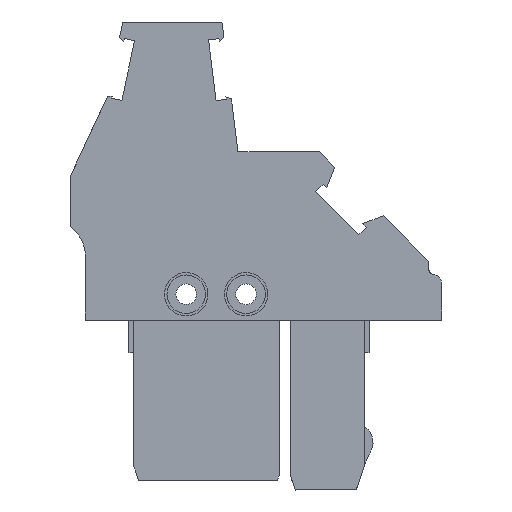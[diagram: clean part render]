
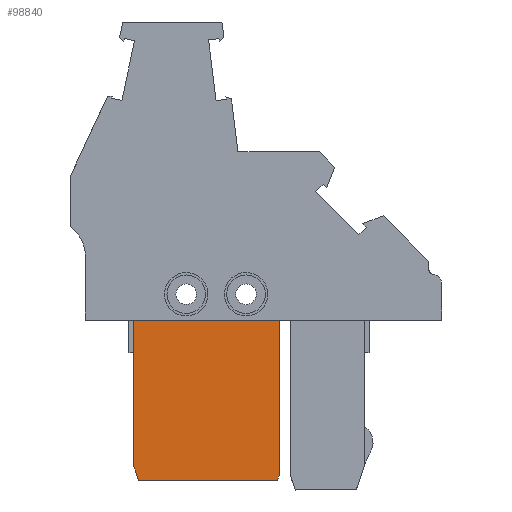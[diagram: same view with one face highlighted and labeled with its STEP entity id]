
A CAD part, left-side view. The second image highlights one B-rep face of the part: STEP entity #98840.
In plain terms, the highlighted face is planar.
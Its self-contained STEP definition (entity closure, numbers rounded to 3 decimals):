
#57330=CARTESIAN_POINT('',(-54.73,30.227,
0.));
#57340=VERTEX_POINT('',#57330);
#57370=CARTESIAN_POINT('',(0.,39.877,
0.));
#57380=DIRECTION('',(0.985,0.174,
0.));
#57390=VECTOR('',#57380,1.);
#57400=LINE('',#57370,#57390);
#57410=CARTESIAN_POINT('',(-69.601,27.605,
0.));
#57420=VERTEX_POINT('',#57410);
#57430=EDGE_CURVE('',#57420,#57340,#57400,.T.);
#59780=CARTESIAN_POINT('',(-66.95,27.481,
0.));
#59790=DIRECTION('',(0.,0.,-1.));
#59800=DIRECTION('',(-0.985,-0.174,
0.));
#59810=AXIS2_PLACEMENT_3D('',#59780,#59790,#59800);
#59820=PLANE('',#59810);
#96880=CARTESIAN_POINT('',(-66.226,11.344,
0.));
#96890=VERTEX_POINT('',#96880);
#96940=CARTESIAN_POINT('',(0.,23.021,
0.));
#96950=DIRECTION('',(0.985,0.174,
0.));
#96960=VECTOR('',#96950,1.);
#96970=LINE('',#96940,#96960);
#96980=CARTESIAN_POINT('',(-52.045,13.844,
0.));
#96990=VERTEX_POINT('',#96980);
#97000=EDGE_CURVE('',#96890,#96990,#96970,.T.);
#97320=CARTESIAN_POINT('',(-54.098,0.,
0.));
#97330=DIRECTION('',(0.147,0.989,
0.));
#97340=VECTOR('',#97330,1.);
#97350=LINE('',#97320,#97340);
#97360=CARTESIAN_POINT('',(-51.952,14.47,
0.));
#97370=VERTEX_POINT('',#97360);
#97380=EDGE_CURVE('',#96990,#97370,#97350,.T.);
#97700=CARTESIAN_POINT('',(-49.4,0.,
0.));
#97710=DIRECTION('',(-0.174,0.985,
0.));
#97720=VECTOR('',#97710,1.);
#97730=LINE('',#97700,#97720);
#97740=EDGE_CURVE('',#97370,#57340,#97730,.T.);
#98020=CARTESIAN_POINT('',(-66.979,12.734,
0.));
#98030=VERTEX_POINT('',#98020);
#98080=CARTESIAN_POINT('',(-60.083,0.,
0.));
#98090=DIRECTION('',(0.476,-0.879,
0.));
#98100=VECTOR('',#98090,1.);
#98110=LINE('',#98080,#98100);
#98120=EDGE_CURVE('',#98030,#96890,#98110,.T.);
#98530=CARTESIAN_POINT('',(-64.733,0.,
0.));
#98540=DIRECTION('',(0.174,-0.985,
0.));
#98550=VECTOR('',#98540,1.);
#98560=LINE('',#98530,#98550);
#98570=EDGE_CURVE('',#57420,#98030,#98560,.T.);
#98760=ORIENTED_EDGE('',*,*,#57430,.F.);
#98770=ORIENTED_EDGE('',*,*,#97740,.T.);
#98780=ORIENTED_EDGE('',*,*,#97380,.T.);
#98790=ORIENTED_EDGE('',*,*,#97000,.T.);
#98800=ORIENTED_EDGE('',*,*,#98120,.T.);
#98810=ORIENTED_EDGE('',*,*,#98570,.T.);
#98820=EDGE_LOOP('',(#98810,#98800,#98790,#98780,#98770,#98760));
#98830=FACE_OUTER_BOUND('',#98820,.T.);
#98840=ADVANCED_FACE('',(#98830),#59820,.F.);
